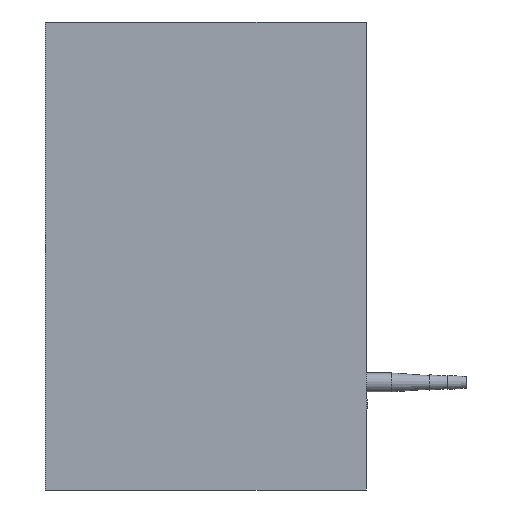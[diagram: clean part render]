
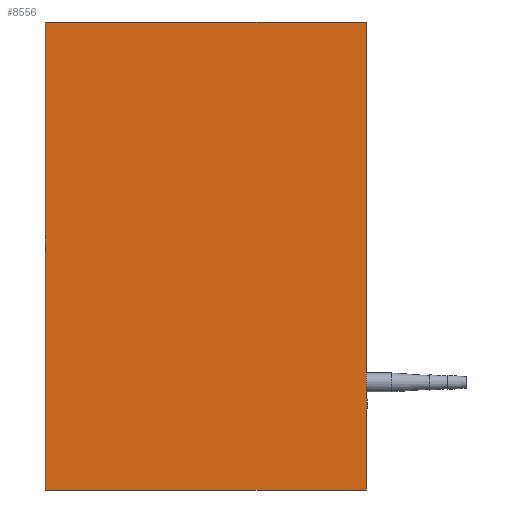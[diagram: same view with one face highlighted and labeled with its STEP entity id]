
A CAD part, front view. The second image highlights one B-rep face of the part: STEP entity #8556.
In plain terms, the highlighted planar face has unit normal (0, -1, 0).
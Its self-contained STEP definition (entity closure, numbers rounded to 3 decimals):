
#751=PLANE('',#9335);
#1084=FACE_OUTER_BOUND('',#1659,.T.);
#1659=EDGE_LOOP('',(#6307,#6308,#6309,#6310));
#2310=LINE('',#13005,#2838);
#2313=LINE('',#13011,#2841);
#2315=LINE('',#13015,#2843);
#2316=LINE('',#13016,#2844);
#2838=VECTOR('',#10705,10.);
#2841=VECTOR('',#10710,10.);
#2843=VECTOR('',#10714,10.);
#2844=VECTOR('',#10715,10.);
#3800=VERTEX_POINT('',#13002);
#3801=VERTEX_POINT('',#13004);
#3803=VERTEX_POINT('',#13010);
#3804=VERTEX_POINT('',#13014);
#4725=EDGE_CURVE('',#3801,#3800,#2310,.T.);
#4728=EDGE_CURVE('',#3801,#3803,#2313,.T.);
#4730=EDGE_CURVE('',#3800,#3804,#2315,.T.);
#4731=EDGE_CURVE('',#3804,#3803,#2316,.T.);
#6307=ORIENTED_EDGE('',*,*,#4728,.F.);
#6308=ORIENTED_EDGE('',*,*,#4725,.T.);
#6309=ORIENTED_EDGE('',*,*,#4730,.T.);
#6310=ORIENTED_EDGE('',*,*,#4731,.T.);
#8556=ADVANCED_FACE('',(#1084),#751,.F.);
#9335=AXIS2_PLACEMENT_3D('',#13013,#10712,#10713);
#10705=DIRECTION('',(1.,0.,0.));
#10710=DIRECTION('',(0.,0.,1.));
#10712=DIRECTION('center_axis',(0.,1.,0.));
#10713=DIRECTION('ref_axis',(-1.,0.,0.));
#10714=DIRECTION('',(0.,0.,1.));
#10715=DIRECTION('',(-1.,0.,0.));
#13002=CARTESIAN_POINT('',(60.,-51.,-87.5));
#13004=CARTESIAN_POINT('',(-60.,-51.,-87.5));
#13005=CARTESIAN_POINT('',(-60.,-51.,-87.5));
#13010=CARTESIAN_POINT('',(-60.,-51.,87.5));
#13011=CARTESIAN_POINT('',(-60.,-51.,0.));
#13013=CARTESIAN_POINT('Origin',(60.,-51.,0.));
#13014=CARTESIAN_POINT('',(60.,-51.,87.5));
#13015=CARTESIAN_POINT('',(60.,-51.,0.));
#13016=CARTESIAN_POINT('',(-60.,-51.,87.5));
